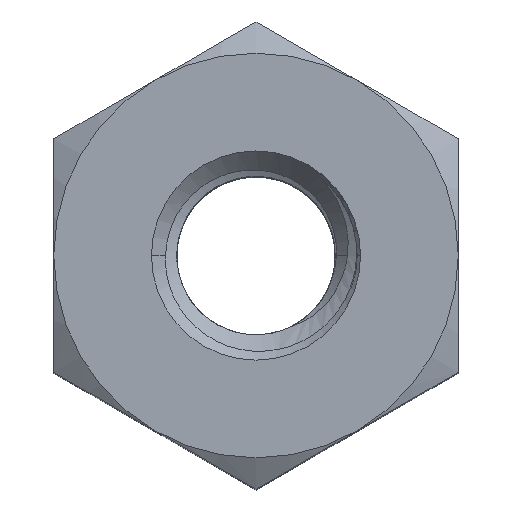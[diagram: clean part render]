
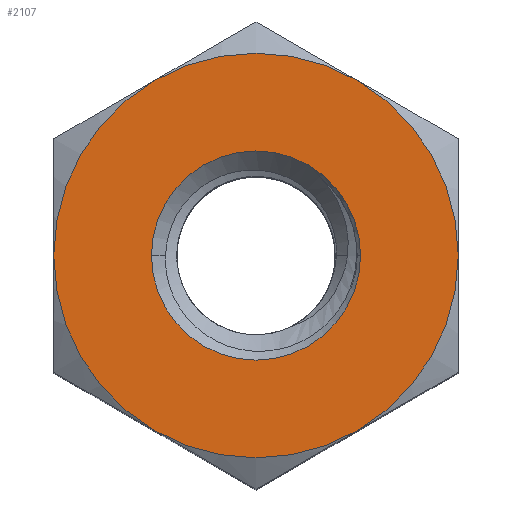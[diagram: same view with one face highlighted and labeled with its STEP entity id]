
A CAD part, top view. The second image highlights one B-rep face of the part: STEP entity #2107.
In plain terms, the highlighted planar face has unit normal (0, 0, 1).
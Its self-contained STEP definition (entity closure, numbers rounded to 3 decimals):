
#42 = CARTESIAN_POINT ( 'NONE',  ( 0., 0., 4. ) ) ;
#95 = DIRECTION ( 'NONE',  ( -1., 0., 0. ) ) ;
#113 = DIRECTION ( 'NONE',  ( 0., 0., -1. ) ) ;
#1036 = ORIENTED_EDGE ( 'NONE', *, *, #2227, .F. ) ;
#1037 = ORIENTED_EDGE ( 'NONE', *, *, #2363, .F. ) ;
#1038 = ORIENTED_EDGE ( 'NONE', *, *, #2274, .F. ) ;
#1039 = ORIENTED_EDGE ( 'NONE', *, *, #2394, .F. ) ;
#1040 = ORIENTED_EDGE ( 'NONE', *, *, #2212, .F. ) ;
#1041 = ORIENTED_EDGE ( 'NONE', *, *, #2380, .F. ) ;
#1042 = ORIENTED_EDGE ( 'NONE', *, *, #2191, .T. ) ;
#1043 = ORIENTED_EDGE ( 'NONE', *, *, #2277, .T. ) ;
#1262 = EDGE_LOOP ( 'NONE', ( #1042, #1043 ) ) ;
#1264 = EDGE_LOOP ( 'NONE', ( #1036, #1037, #1038, #1039, #1040, #1041 ) ) ;
#1314 = FACE_OUTER_BOUND ( 'NONE', #1264, .T. ) ;
#1324 = FACE_BOUND ( 'NONE', #1262, .T. ) ;
#1435 = CIRCLE ( 'NONE', #2328, 1.551 ) ;
#1445 = CIRCLE ( 'NONE', #2329, 3. ) ;
#1446 = CIRCLE ( 'NONE', #2331, 3. ) ;
#1466 = CIRCLE ( 'NONE', #2169, 3. ) ;
#1467 = CIRCLE ( 'NONE', #2168, 1.551 ) ;
#1504 = CIRCLE ( 'NONE', #2166, 3. ) ;
#1505 = CIRCLE ( 'NONE', #2165, 3. ) ;
#1512 = CIRCLE ( 'NONE', #2161, 3. ) ;
#1942 = DIRECTION ( 'NONE',  ( -1., 0., 0. ) ) ;
#1943 = DIRECTION ( 'NONE',  ( 0., 0., -1. ) ) ;
#1994 = CARTESIAN_POINT ( 'NONE',  ( 0., 0., 4. ) ) ;
#2056 = DIRECTION ( 'NONE',  ( 0., 0., -1. ) ) ;
#2058 = DIRECTION ( 'NONE',  ( -1., 0., 0. ) ) ;
#2084 = CARTESIAN_POINT ( 'NONE',  ( 0., 0., 4. ) ) ;
#2107 = ADVANCED_FACE ( 'NONE', ( #1314, #1324 ), #2867, .T. ) ;
#2161 = AXIS2_PLACEMENT_3D ( 'NONE', #2606, #2715, #2708 ) ;
#2165 = AXIS2_PLACEMENT_3D ( 'NONE', #2988, #2984, #2731 ) ;
#2166 = AXIS2_PLACEMENT_3D ( 'NONE', #42, #113, #95 ) ;
#2168 = AXIS2_PLACEMENT_3D ( 'NONE', #3505, #3456, #3455 ) ;
#2169 = AXIS2_PLACEMENT_3D ( 'NONE', #2464, #3361, #3360 ) ;
#2191 = EDGE_CURVE ( 'NONE', #3817, #3786, #1435, .T. ) ;
#2212 = EDGE_CURVE ( 'NONE', #3846, #3844, #1445, .T. ) ;
#2227 = EDGE_CURVE ( 'NONE', #3840, #3832, #1446, .T. ) ;
#2253 = AXIS2_PLACEMENT_3D ( 'NONE', #2881, #2871, #2878 ) ;
#2274 = EDGE_CURVE ( 'NONE', #3863, #3853, #1466, .T. ) ;
#2277 = EDGE_CURVE ( 'NONE', #3786, #3817, #1467, .T. ) ;
#2328 = AXIS2_PLACEMENT_3D ( 'NONE', #3015, #3129, #3128 ) ;
#2329 = AXIS2_PLACEMENT_3D ( 'NONE', #2084, #1943, #1942 ) ;
#2331 = AXIS2_PLACEMENT_3D ( 'NONE', #1994, #2056, #2058 ) ;
#2363 = EDGE_CURVE ( 'NONE', #3853, #3840, #1504, .T. ) ;
#2380 = EDGE_CURVE ( 'NONE', #3832, #3846, #1505, .T. ) ;
#2394 = EDGE_CURVE ( 'NONE', #3844, #3863, #1512, .T. ) ;
#2464 = CARTESIAN_POINT ( 'NONE',  ( 0., 0., 4. ) ) ;
#2606 = CARTESIAN_POINT ( 'NONE',  ( 0., 0., 4. ) ) ;
#2708 = DIRECTION ( 'NONE',  ( -1., 0., 0. ) ) ;
#2715 = DIRECTION ( 'NONE',  ( 0., 0., -1. ) ) ;
#2731 = DIRECTION ( 'NONE',  ( -1., 0., 0. ) ) ;
#2867 = PLANE ( 'NONE',  #2253 ) ;
#2871 = DIRECTION ( 'NONE',  ( 0., 0., 1. ) ) ;
#2878 = DIRECTION ( 'NONE',  ( 1., 0., 0. ) ) ;
#2881 = CARTESIAN_POINT ( 'NONE',  ( 0., 3.464, 4. ) ) ;
#2984 = DIRECTION ( 'NONE',  ( 0., 0., -1. ) ) ;
#2988 = CARTESIAN_POINT ( 'NONE',  ( 0., 0., 4. ) ) ;
#3015 = CARTESIAN_POINT ( 'NONE',  ( 0., 0., 4. ) ) ;
#3128 = DIRECTION ( 'NONE',  ( -1., 0., 0. ) ) ;
#3129 = DIRECTION ( 'NONE',  ( 0., 0., -1. ) ) ;
#3176 = CARTESIAN_POINT ( 'NONE',  ( -1.5, 2.598, 4. ) ) ;
#3185 = CARTESIAN_POINT ( 'NONE',  ( 1.5, 2.598, 4. ) ) ;
#3192 = CARTESIAN_POINT ( 'NONE',  ( -1.5, -2.598, 4. ) ) ;
#3194 = CARTESIAN_POINT ( 'NONE',  ( -3., 0., 4. ) ) ;
#3198 = CARTESIAN_POINT ( 'NONE',  ( 3., 0., 4. ) ) ;
#3206 = CARTESIAN_POINT ( 'NONE',  ( 1.5, -2.598, 4. ) ) ;
#3251 = CARTESIAN_POINT ( 'NONE',  ( 1.551, 0., 4. ) ) ;
#3263 = CARTESIAN_POINT ( 'NONE',  ( -1.551, 0., 4. ) ) ;
#3360 = DIRECTION ( 'NONE',  ( -1., 0., 0. ) ) ;
#3361 = DIRECTION ( 'NONE',  ( 0., 0., -1. ) ) ;
#3455 = DIRECTION ( 'NONE',  ( -1., 0., 0. ) ) ;
#3456 = DIRECTION ( 'NONE',  ( 0., 0., -1. ) ) ;
#3505 = CARTESIAN_POINT ( 'NONE',  ( 0., 0., 4. ) ) ;
#3786 = VERTEX_POINT ( 'NONE', #3251 ) ;
#3817 = VERTEX_POINT ( 'NONE', #3263 ) ;
#3832 = VERTEX_POINT ( 'NONE', #3206 ) ;
#3840 = VERTEX_POINT ( 'NONE', #3198 ) ;
#3844 = VERTEX_POINT ( 'NONE', #3194 ) ;
#3846 = VERTEX_POINT ( 'NONE', #3192 ) ;
#3853 = VERTEX_POINT ( 'NONE', #3185 ) ;
#3863 = VERTEX_POINT ( 'NONE', #3176 ) ;
